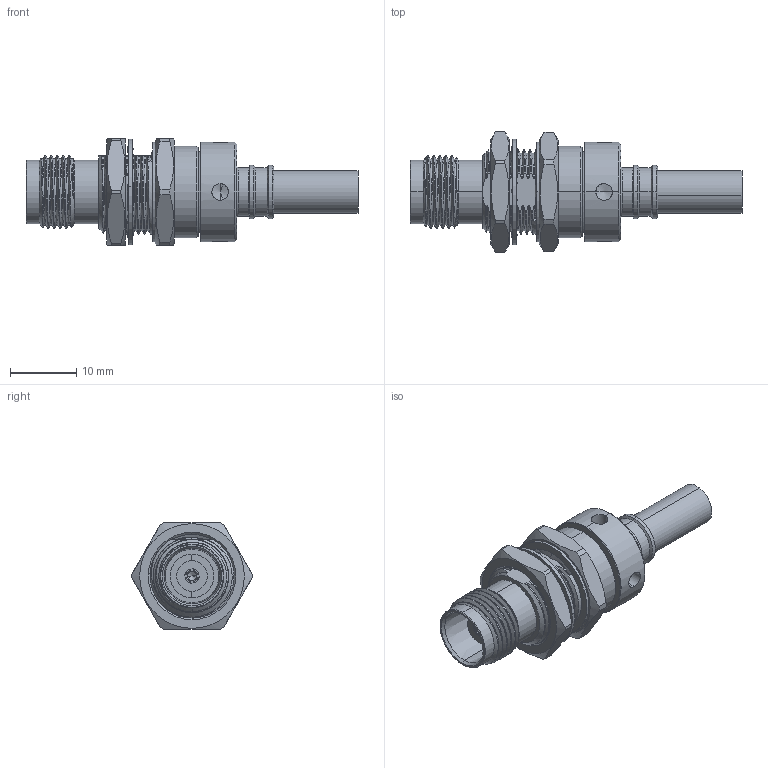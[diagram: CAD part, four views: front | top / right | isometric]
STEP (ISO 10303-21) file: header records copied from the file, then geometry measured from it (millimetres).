
FILE_DESCRIPTION (( 'STEP AP214' ), '1' );
FILE_NAME ('3190-8004(EZ-195&200-TF-BH-X)_SD.STEP', '2020-09-03T02:08:31', ( '' ), ( '' ), 'SwSTEP 2.0', 'SolidWorks 2018', '' );
FILE_SCHEMA (( 'AUTOMOTIVE_DESIGN' ));
Length unit declared in the file: millimetre
Products named in the file (5): 3192-6069_SD; SD^3192-6069; 3192-6053_SD; SD^3192-6053; 3190-8004(EZ-195&200-TF-BH-X)_SD
Assembly tree (4 placements, depth 3):
  3190-8004(EZ-195&200-TF-BH-X)_SD
    3192-6053_SD
      SD^3192-6053
    3192-6069_SD
      SD^3192-6069
Bounding box: 50.1 x 18.2 x 16 mm (x, y, z)
Volume: 4388.9 mm3; surface area: 3991.9 mm2
Topology: 4 solids, 4 shells, 334 faces, 978 edges, 652 vertices
Faces by surface type: cylinder 116, bspline 100, cone 64, plane 52, torus 2
Entity records: 26547 total; most frequent: CARTESIAN_POINT 18569, ORIENTED_EDGE 1936, DIRECTION 1262, EDGE_CURVE 968, VERTEX_POINT 652, AXIS2_PLACEMENT_3D 492, EDGE_LOOP 356, B_SPLINE_CURVE_WITH_KNOTS 355
